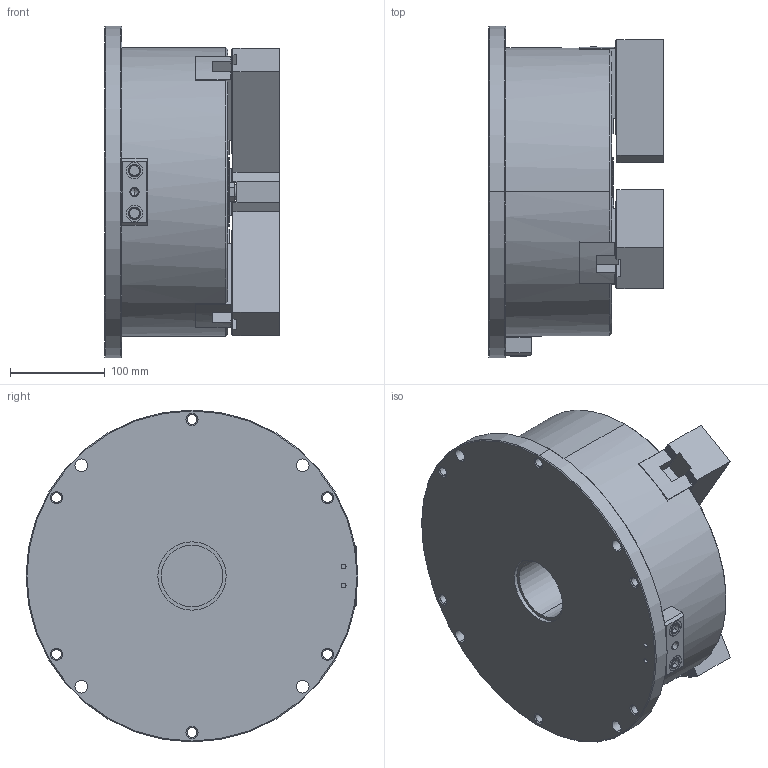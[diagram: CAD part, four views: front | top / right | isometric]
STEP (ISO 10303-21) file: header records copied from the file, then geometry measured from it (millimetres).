
FILE_DESCRIPTION (( 'STEP AP203' ), '1' );
FILE_NAME ('CF-SP-312.STEP', '2023-07-05T08:53:09', ( '' ), ( '' ), 'SwSTEP 2.0', 'SolidWorks 2020', '' );
FILE_SCHEMA (( 'CONFIG_CONTROL_DESIGN' ));
Length unit declared in the file: millimetre
Products named in the file (15): CF-SP-312-09000; 圓頭內六角螺栓_M6x30; CF-SU-308-07000; 塑膠管塞_PT1_4; CF-SP-312-01010; CF-3H-212-04000(T型塊); CF-SP-312; CF-SP-312-03010; SJ-12H; CF-SP-312-06010; M6黃油嘴; CF-SP-312-07010; 圓頭內六角螺栓_M5x10; CF-SP-312-08010; 圓頭內六角螺栓_M16x35
Assembly tree (31 placements, depth 2):
  CF-SP-312
    CF-SP-312-01010
    CF-SP-312-03010  x3
    CF-SP-312-06010
    CF-SP-312-07010
    CF-SP-312-08010
    CF-SP-312-09000  x3
    CF-SU-308-07000
    CF-3H-212-04000(T型塊)  x3
    SJ-12H  x3
    M6黃油嘴
    圓頭內六角螺栓_M5x10  x3
    圓頭內六角螺栓_M16x35  x6
    圓頭內六角螺栓_M6x30  x2
    塑膠管塞_PT1_4  x2
Bounding box: 184.3 x 350 x 350 mm (x, y, z)
Volume: 10330418.5 mm3; surface area: 859978.8 mm2
Topology: 32 solids, 32 shells, 3710 faces, 10637 edges, 7007 vertices
Faces by surface type: plane 2637, cylinder 898, cone 161, torus 8, sphere 6
Entity records: 46885 total; most frequent: CARTESIAN_POINT 9659, ORIENTED_EDGE 7856, DIRECTION 6739, EDGE_CURVE 3928, VECTOR 2889, LINE 2889, VERTEX_POINT 2585, AXIS2_PLACEMENT_3D 1925
